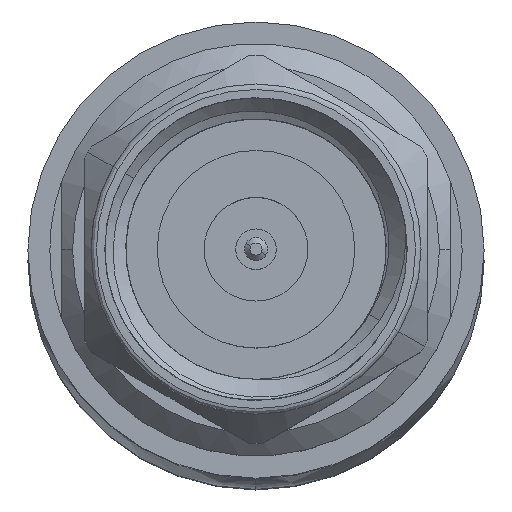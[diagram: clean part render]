
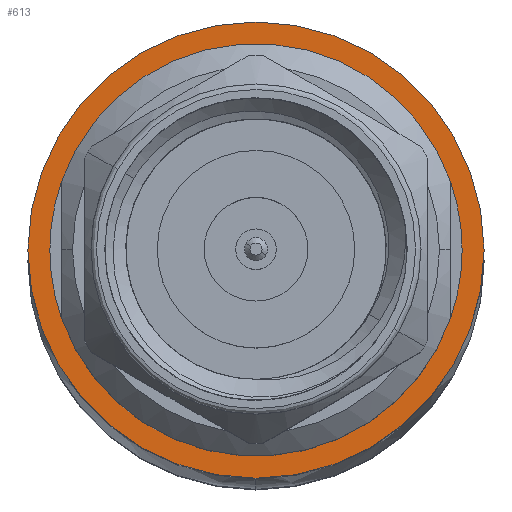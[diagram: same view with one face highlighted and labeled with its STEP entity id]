
A CAD part, top view. The second image highlights one B-rep face of the part: STEP entity #613.
In plain terms, the highlighted planar face has unit normal (0, 0, 1).
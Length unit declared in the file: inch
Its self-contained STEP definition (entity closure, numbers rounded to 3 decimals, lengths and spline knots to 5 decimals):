
#152 = CARTESIAN_POINT ( 'NONE',  ( 0., 0., 3.07855 ) ) ;
#172 = AXIS2_PLACEMENT_3D ( 'NONE', #965, #987, #2335 ) ;
#352 = CARTESIAN_POINT ( 'NONE',  ( 0., 0.20787, 3.07855 ) ) ;
#409 = CARTESIAN_POINT ( 'NONE',  ( 0., 0., 3.07855 ) ) ;
#584 = CIRCLE ( 'NONE', #172, 0.20787 ) ;
#613 = ADVANCED_FACE ( 'NONE', ( #3440 ), #3800, .T. ) ;
#965 = CARTESIAN_POINT ( 'NONE',  ( 0., 0., 3.07855 ) ) ;
#987 = DIRECTION ( 'NONE',  ( 0., 0., -1. ) ) ;
#1324 = EDGE_LOOP ( 'NONE', ( #2500, #3523 ) ) ;
#1469 = DIRECTION ( 'NONE',  ( 0., 0., -1. ) ) ;
#1782 = DIRECTION ( 'NONE',  ( 0., 1., 0. ) ) ;
#1815 = CARTESIAN_POINT ( 'NONE',  ( 0., -0.20787, 3.07855 ) ) ;
#2095 = EDGE_CURVE ( 'NONE', #2788, #4241, #2210, .T. ) ;
#2210 = CIRCLE ( 'NONE', #4082, 0.20787 ) ;
#2335 = DIRECTION ( 'NONE',  ( 0., 1., 0. ) ) ;
#2500 = ORIENTED_EDGE ( 'NONE', *, *, #3882, .F. ) ;
#2788 = VERTEX_POINT ( 'NONE', #1815 ) ;
#3071 = DIRECTION ( 'NONE',  ( 0., 0., 1. ) ) ;
#3128 = AXIS2_PLACEMENT_3D ( 'NONE', #409, #3071, #3418 ) ;
#3418 = DIRECTION ( 'NONE',  ( 0., -1., 0. ) ) ;
#3440 = FACE_OUTER_BOUND ( 'NONE', #1324, .T. ) ;
#3523 = ORIENTED_EDGE ( 'NONE', *, *, #2095, .F. ) ;
#3800 = PLANE ( 'NONE',  #3128 ) ;
#3882 = EDGE_CURVE ( 'NONE', #4241, #2788, #584, .T. ) ;
#4082 = AXIS2_PLACEMENT_3D ( 'NONE', #152, #1469, #1782 ) ;
#4241 = VERTEX_POINT ( 'NONE', #352 ) ;
